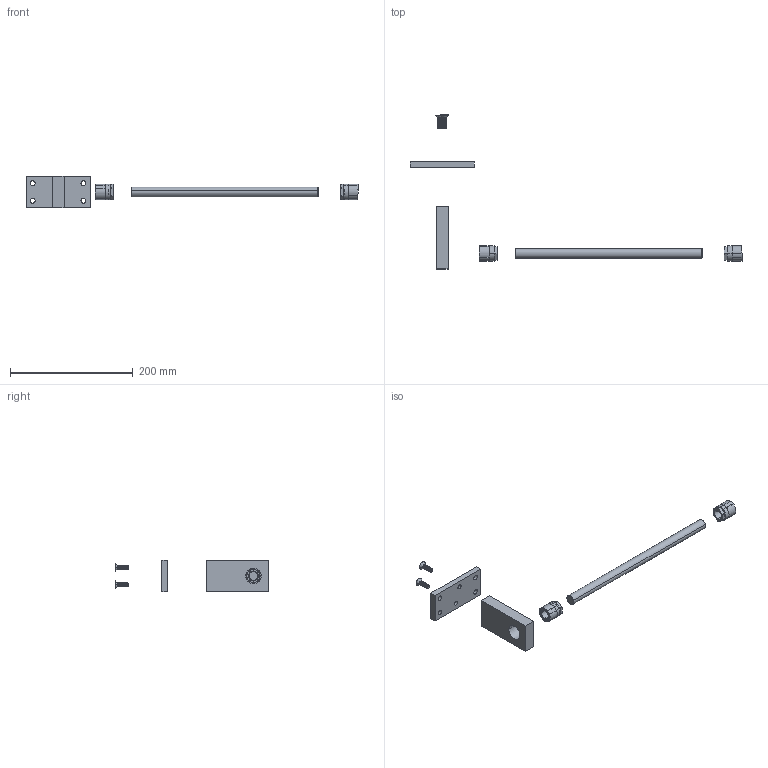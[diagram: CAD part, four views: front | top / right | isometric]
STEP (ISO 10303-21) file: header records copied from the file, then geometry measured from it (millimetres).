
FILE_DESCRIPTION (( 'STEP AP214' ), '1' );
FILE_NAME ('E2A5187 Adjustable Mount Assembly.STEP', '2024-07-30T15:16:03', ( '' ), ( '' ), 'SwSTEP 2.0', 'SolidWorks 2021', '' );
FILE_SCHEMA (( 'AUTOMOTIVE_DESIGN' ));
Length unit declared in the file: inch
Products named in the file (6): E2M5821 Shaft Mounting Plate; X2U5010 SHAFT .625IN DIA 12IN LONG SS; E2A5187 Adjustable Mount Assembly; S29001-29 FHCS 1_4-20, Steel, Black Oxide_0.875; E2M5822 Base Mounting Plate; X6B5157 TRANTORQUE _62IN
Assembly tree (7 placements, depth 2):
  E2A5187 Adjustable Mount Assembly
    E2M5822 Base Mounting Plate
    X6B5157 TRANTORQUE _62IN  x2
    X2U5010 SHAFT .625IN DIA 12IN LONG SS
    E2M5821 Shaft Mounting Plate
    S29001-29 FHCS 1_4-20, Steel, Black Oxide_0.875  x2
Bounding box: 540.55 x 250.7 x 50.83 mm (x, y, z)
Volume: 211351.3 mm3; surface area: 63580.4 mm2
Topology: 7 solids, 7 shells, 442 faces, 1226 edges, 782 vertices
Faces by surface type: cylinder 220, plane 156, cone 42, torus 20, bspline 4
Entity records: 10001 total; most frequent: CARTESIAN_POINT 3449, ORIENTED_EDGE 1350, DIRECTION 1271, EDGE_CURVE 675, AXIS2_PLACEMENT_3D 485, VERTEX_POINT 431, VECTOR 301, LINE 301
